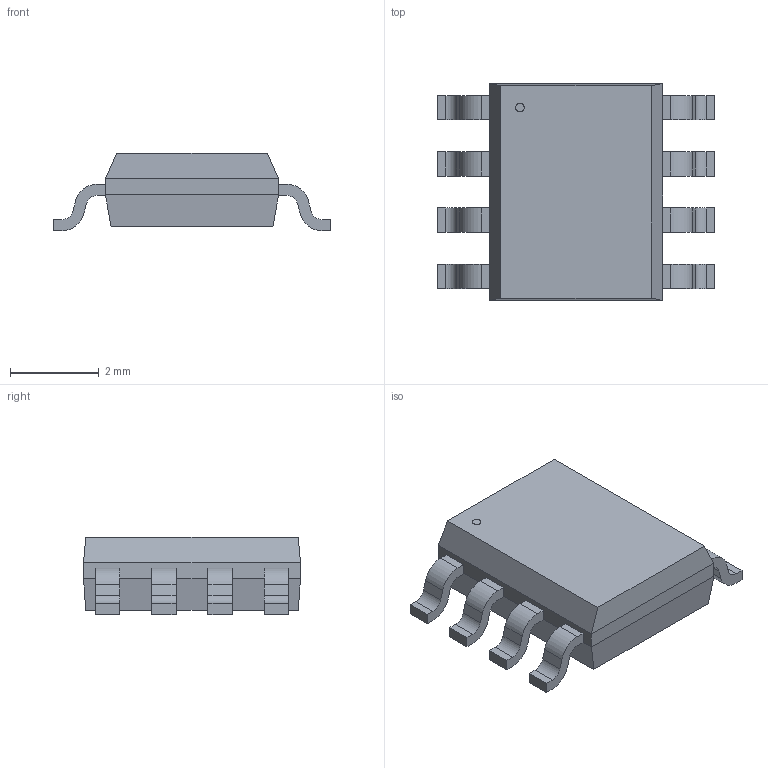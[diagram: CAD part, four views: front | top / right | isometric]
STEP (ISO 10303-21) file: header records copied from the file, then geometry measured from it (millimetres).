
FILE_DESCRIPTION(('STEP AP214'),'1');
FILE_NAME('D0008A_N','2019-06-13T14:50:14',(''),(''),'','','');
FILE_SCHEMA(('AUTOMOTIVE_DESIGN'));
Length unit declared in the file: millimetre
Products named in the file (1): product
Bounding box: 6.25 x 4.9 x 1.75 mm (x, y, z)
Volume: 0 mm3; surface area: 86.1 mm2
Topology: 1 solids, 127 shells, 129 faces, 635 edges, 634 vertices
Faces by surface type: plane 96, cylinder 33
Full cylindrical faces by diameter (mm): 0.196 x1
Entity records: 7062 total; most frequent: CARTESIAN_POINT 1399, VERTEX_POINT 1266, DIRECTION 1026, ORIENTED_EDGE 636, EDGE_CURVE 634, LINE 504, VECTOR 504, AXIS2_PLACEMENT_3D 261
